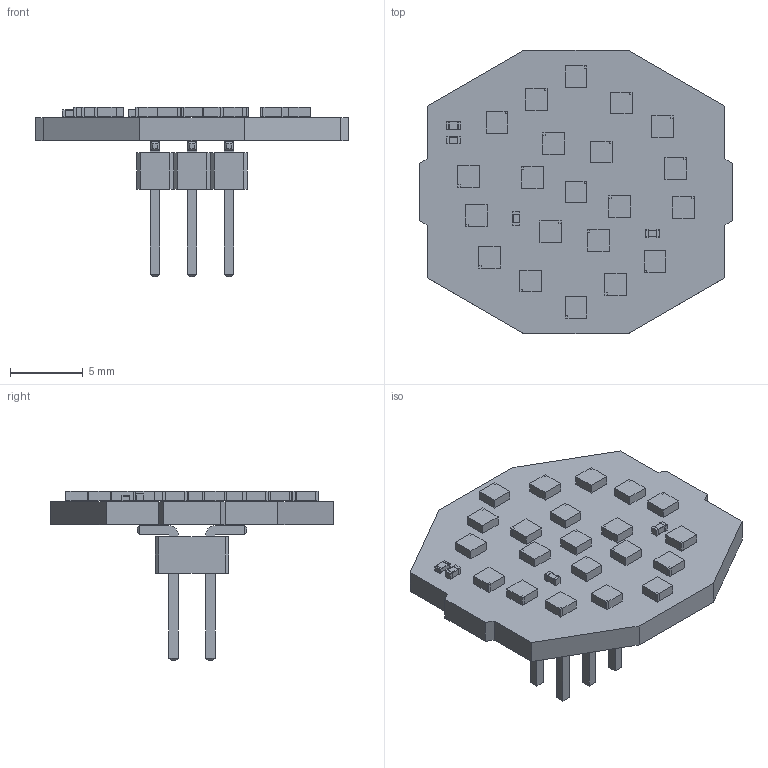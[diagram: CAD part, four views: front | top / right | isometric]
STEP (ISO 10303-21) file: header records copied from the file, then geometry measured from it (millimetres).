
FILE_DESCRIPTION(('KiCad electronic assembly'),'2;1');
FILE_NAME('SC_Logo_LED.step','2024-10-02T17:13:39',('Pcbnew'),('Kicad'), 'Open CASCADE STEP processor 7.8','KiCad to STEP converter','Unknown' );
FILE_SCHEMA(('AUTOMOTIVE_DESIGN { 1 0 10303 214 1 1 1 1 }'));
Length unit declared in the file: millimetre
Products named in the file (10): SC_Logo_LED 1; sk6805-1515; Document; R_0402_1005Metric; C_0402_1005Metric; PinHeader_2x03_P2.54mm_Vertical_SMD; PinHeader_2x03_P254mm_Vertical_SMD; _autosave-SC_Logo_LED_PCB
Assembly tree (31 placements, depth 3):
  SC_Logo_LED 1
    sk6805-1515  x21
      Document
    R_0402_1005Metric
      R_0402_1005Metric
    C_0402_1005Metric  x3
      C_0402_1005Metric
    PinHeader_2x03_P2.54mm_Vertical_SMD
      PinHeader_2x03_P254mm_Vertical_SMD
    _autosave-SC_Logo_LED_PCB
Bounding box: 21.6 x 19.5 x 11.65 mm (x, y, z)
Volume: 715.9 mm3; surface area: 1288.4 mm2
Topology: 48 solids, 48 shells, 570 faces, 1316 edges, 860 vertices
Faces by surface type: plane 520, cylinder 50
Entity records: 8461 total; most frequent: CARTESIAN_POINT 1232, ORIENTED_EDGE 1144, DIRECTION 1126, EDGE_CURVE 572, LINE 490, VECTOR 490, VERTEX_POINT 364, AXIS2_PLACEMENT_3D 318
